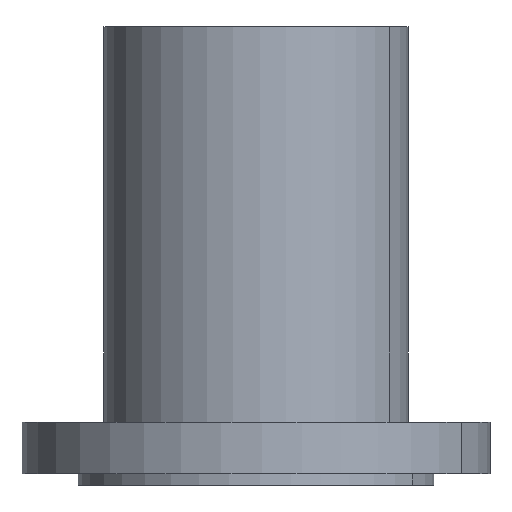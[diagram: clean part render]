
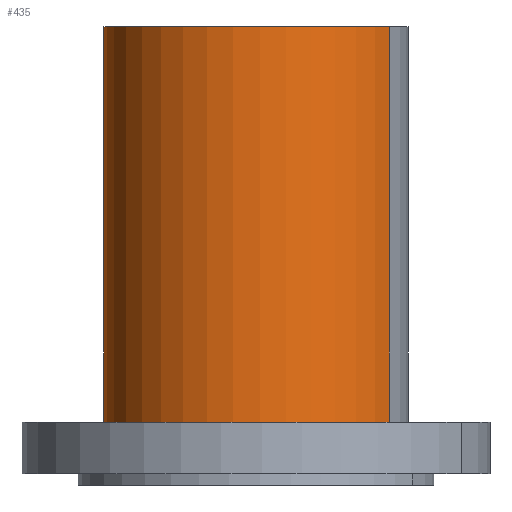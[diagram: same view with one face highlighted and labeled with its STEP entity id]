
A CAD part, left-side view. The second image highlights one B-rep face of the part: STEP entity #435.
In plain terms, the highlighted cylindrical face has radius 103.124 mm (diameter 206.248 mm), a partial arc.
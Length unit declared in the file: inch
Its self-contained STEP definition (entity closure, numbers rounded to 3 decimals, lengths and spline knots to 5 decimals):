
#382=AXIS2_PLACEMENT_3D('Cylinder Axis2P3D',#379,#380,#381) ;
#421=AXIS2_PLACEMENT_3D('Circle Axis2P3D',#419,#420,$) ;
#426=AXIS2_PLACEMENT_3D('Circle Axis2P3D',#424,#425,$) ;
#379=CARTESIAN_POINT('Axis2P3D Location',(0.,0.,5.81225)) ;
#388=CARTESIAN_POINT('Vertex',(1.94647,3.56299,1.3775)) ;
#390=CARTESIAN_POINT('Vertex',(-1.94647,-3.56299,1.3775)) ;
#393=CARTESIAN_POINT('Line Origine',(1.94647,3.56299,6.6575)) ;
#397=CARTESIAN_POINT('Vertex',(1.94647,3.56299,11.9375)) ;
#404=CARTESIAN_POINT('Vertex',(-1.94647,-3.56299,11.9375)) ;
#407=CARTESIAN_POINT('Line Origine',(-1.94647,-3.56299,6.6575)) ;
#419=CARTESIAN_POINT('Axis2P3D Location',(0.,0.,1.3775)) ;
#424=CARTESIAN_POINT('Axis2P3D Location',(0.,0.,11.9375)) ;
#380=DIRECTION('Axis2P3D Direction',(0.,0.,-0.039)) ;
#381=DIRECTION('Axis2P3D XDirection',(-0.019,-0.035,0.)) ;
#394=DIRECTION('Vector Direction',(0.,0.,-0.039)) ;
#408=DIRECTION('Vector Direction',(0.,0.,-0.039)) ;
#420=DIRECTION('Axis2P3D Direction',(0.,0.,-0.039)) ;
#425=DIRECTION('Axis2P3D Direction',(0.,0.,-0.039)) ;
#395=VECTOR('Line Direction',#394,0.03937) ;
#409=VECTOR('Line Direction',#408,0.03937) ;
#430=ORIENTED_EDGE('',*,*,#423,.F.) ;
#431=ORIENTED_EDGE('',*,*,#411,.T.) ;
#432=ORIENTED_EDGE('',*,*,#428,.T.) ;
#433=ORIENTED_EDGE('',*,*,#399,.F.) ;
#435=ADVANCED_FACE('PartBody',(#434),#383,.T.) ;
#422=CIRCLE('generated circle',#421,4.06) ;
#427=CIRCLE('generated circle',#426,4.06) ;
#383=CYLINDRICAL_SURFACE('generated cylinder',#382,4.06) ;
#399=EDGE_CURVE('',#389,#398,#396,.F.) ;
#411=EDGE_CURVE('',#391,#405,#410,.F.) ;
#423=EDGE_CURVE('',#391,#389,#422,.T.) ;
#428=EDGE_CURVE('',#405,#398,#427,.T.) ;
#429=EDGE_LOOP('',(#430,#431,#432,#433)) ;
#434=FACE_OUTER_BOUND('',#429,.T.) ;
#396=LINE('Line',#393,#395) ;
#410=LINE('Line',#407,#409) ;
#389=VERTEX_POINT('',#388) ;
#391=VERTEX_POINT('',#390) ;
#398=VERTEX_POINT('',#397) ;
#405=VERTEX_POINT('',#404) ;
